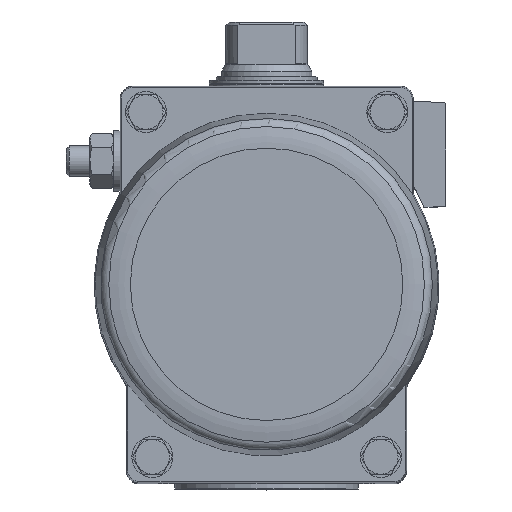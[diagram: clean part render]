
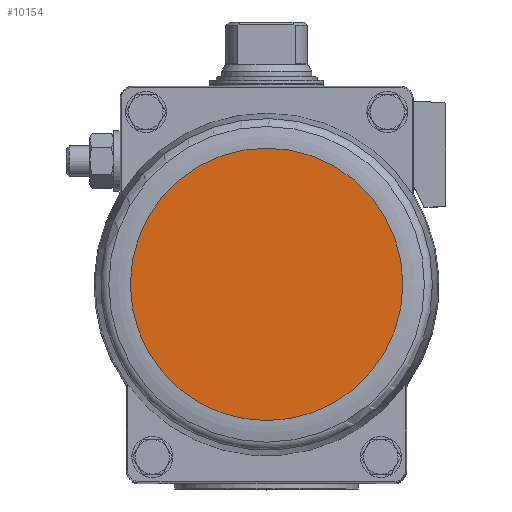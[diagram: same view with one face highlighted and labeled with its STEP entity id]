
A CAD part, top view. The second image highlights one B-rep face of the part: STEP entity #10154.
In plain terms, the highlighted planar face has unit normal (0, 0, 1).
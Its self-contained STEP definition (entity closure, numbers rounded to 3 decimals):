
#3527=ORIENTED_EDGE('',*,*,#5476,.T.);
#5476=EDGE_CURVE('',#6616,#6616,#7294,.T.);
#6616=VERTEX_POINT('',#17330);
#7294=CIRCLE('',#11491,63.2);
#8079=EDGE_LOOP('',(#3527));
#9040=FACE_BOUND('',#8079,.T.);
#9616=PLANE('',#11492);
#10154=ADVANCED_FACE('',(#9040),#9616,.F.);
#11491=AXIS2_PLACEMENT_3D('',#17329,#13821,#13822);
#11492=AXIS2_PLACEMENT_3D('',#17331,#13823,#13824);
#13821=DIRECTION('',(0.,0.,1.));
#13822=DIRECTION('',(1.,0.,0.));
#13823=DIRECTION('',(0.,0.,-1.));
#13824=DIRECTION('',(-1.,0.,0.));
#17329=CARTESIAN_POINT('',(0.,0.,187.1));
#17330=CARTESIAN_POINT('',(63.2,0.,187.1));
#17331=CARTESIAN_POINT('',(63.2,0.,187.1));
